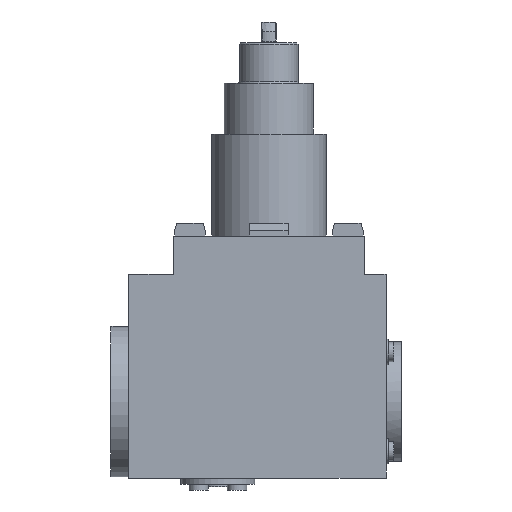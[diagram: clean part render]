
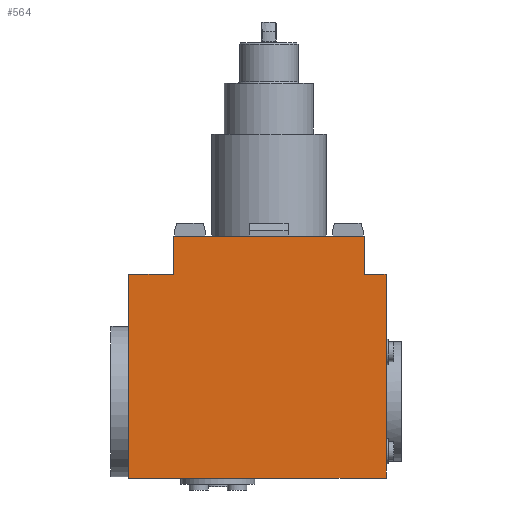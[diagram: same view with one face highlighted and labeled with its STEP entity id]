
A CAD part, front view. The second image highlights one B-rep face of the part: STEP entity #564.
In plain terms, the highlighted planar face has unit normal (0, -1, 0).
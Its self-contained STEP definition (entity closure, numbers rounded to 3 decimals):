
#67=PLANE('',#2036);
#177=FACE_OUTER_BOUND('',#815,.T.);
#286=LINE('',#3130,#432);
#294=LINE('',#3146,#440);
#297=LINE('',#3152,#443);
#300=LINE('',#3158,#446);
#303=LINE('',#3168,#449);
#306=LINE('',#3174,#452);
#309=LINE('',#3196,#455);
#311=LINE('',#3199,#457);
#432=VECTOR('',#2303,1.);
#440=VECTOR('',#2313,1.);
#443=VECTOR('',#2318,1.);
#446=VECTOR('',#2323,1.);
#449=VECTOR('',#2332,1.);
#452=VECTOR('',#2337,1.);
#455=VECTOR('',#2358,1.);
#457=VECTOR('',#2362,1.);
#564=ADVANCED_FACE('',(#177),#67,.T.);
#815=EDGE_LOOP('',(#1114,#1115,#1116,#1117,#1118,#1119,#1120,#1121));
#1114=ORIENTED_EDGE('',*,*,#1715,.T.);
#1115=ORIENTED_EDGE('',*,*,#1723,.T.);
#1116=ORIENTED_EDGE('',*,*,#1726,.T.);
#1117=ORIENTED_EDGE('',*,*,#1729,.T.);
#1118=ORIENTED_EDGE('',*,*,#1734,.T.);
#1119=ORIENTED_EDGE('',*,*,#1737,.T.);
#1120=ORIENTED_EDGE('',*,*,#1748,.T.);
#1121=ORIENTED_EDGE('',*,*,#1750,.T.);
#1517=VERTEX_POINT('',#3129);
#1518=VERTEX_POINT('',#3131);
#1524=VERTEX_POINT('',#3145);
#1526=VERTEX_POINT('',#3151);
#1528=VERTEX_POINT('',#3157);
#1532=VERTEX_POINT('',#3167);
#1534=VERTEX_POINT('',#3173);
#1544=VERTEX_POINT('',#3195);
#1715=EDGE_CURVE('',#1518,#1517,#286,.T.);
#1723=EDGE_CURVE('',#1517,#1524,#294,.T.);
#1726=EDGE_CURVE('',#1524,#1526,#297,.T.);
#1729=EDGE_CURVE('',#1526,#1528,#300,.T.);
#1734=EDGE_CURVE('',#1528,#1532,#303,.T.);
#1737=EDGE_CURVE('',#1532,#1534,#306,.T.);
#1748=EDGE_CURVE('',#1534,#1544,#309,.T.);
#1750=EDGE_CURVE('',#1544,#1518,#311,.T.);
#2036=AXIS2_PLACEMENT_3D('',#3202,#2367,#2368);
#2303=DIRECTION('',(-1.,0.,0.));
#2313=DIRECTION('',(0.,0.,-1.));
#2318=DIRECTION('',(-1.,0.,0.));
#2323=DIRECTION('',(0.,0.,-1.));
#2332=DIRECTION('',(1.,0.,0.));
#2337=DIRECTION('',(0.,0.,1.));
#2358=DIRECTION('',(-1.,0.,0.));
#2362=DIRECTION('',(0.,0.,1.));
#2367=DIRECTION('',(0.,-1.,0.));
#2368=DIRECTION('',(0.,0.,1.));
#3129=CARTESIAN_POINT('',(-37.5,-37.5,0.));
#3130=CARTESIAN_POINT('',(-37.5,-37.5,0.));
#3131=CARTESIAN_POINT('',(37.5,-37.5,0.));
#3145=CARTESIAN_POINT('',(-37.5,-37.5,-15.));
#3146=CARTESIAN_POINT('',(-37.5,-37.5,0.));
#3151=CARTESIAN_POINT('',(-55.,-37.5,-15.));
#3152=CARTESIAN_POINT('',(-55.,-37.5,-15.));
#3157=CARTESIAN_POINT('',(-55.,-37.5,-95.));
#3158=CARTESIAN_POINT('',(-55.,-37.5,-95.));
#3167=CARTESIAN_POINT('',(46.,-37.5,-95.));
#3168=CARTESIAN_POINT('',(46.,-37.5,-95.));
#3173=CARTESIAN_POINT('',(46.,-37.5,-15.));
#3174=CARTESIAN_POINT('',(46.,-37.5,-15.));
#3195=CARTESIAN_POINT('',(37.5,-37.5,-15.));
#3196=CARTESIAN_POINT('',(37.5,-37.5,-15.));
#3199=CARTESIAN_POINT('',(37.5,-37.5,-15.));
#3202=CARTESIAN_POINT('',(0.,-37.5,0.));
